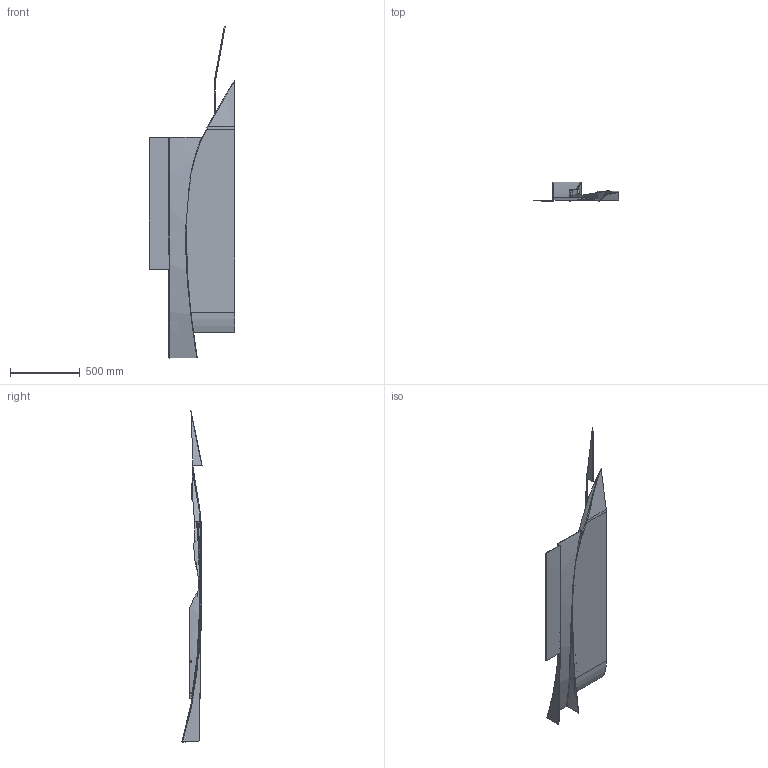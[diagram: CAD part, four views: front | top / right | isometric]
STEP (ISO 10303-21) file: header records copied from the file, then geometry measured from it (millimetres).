
FILE_DESCRIPTION (( 'STEP AP214' ), '1' );
FILE_NAME ('Undertray_V9_step.STEP', '2024-11-23T19:32:42', ( '' ), ( '' ), 'SwSTEP 2.0', 'SolidWorks 2024', '' );
FILE_SCHEMA (( 'AUTOMOTIVE_DESIGN' ));
Length unit declared in the file: inch
Products named in the file (1): Undertray_V9_step
Bounding box: 615.95 x 145.66 x 2379.13 mm (x, y, z)
Volume: 8914654 mm3; surface area: 2114919.2 mm2
Topology: 1 solids, 1 shells, 91 faces, 262 edges, 169 vertices
Faces by surface type: bspline 50, plane 24, cylinder 14, sphere 2, torus 1
Entity records: 9703 total; most frequent: CARTESIAN_POINT 7807, ORIENTED_EDGE 518, EDGE_CURVE 259, DIRECTION 189, B_SPLINE_CURVE_WITH_KNOTS 170, VERTEX_POINT 167, EDGE_LOOP 94, ADVANCED_FACE 91
